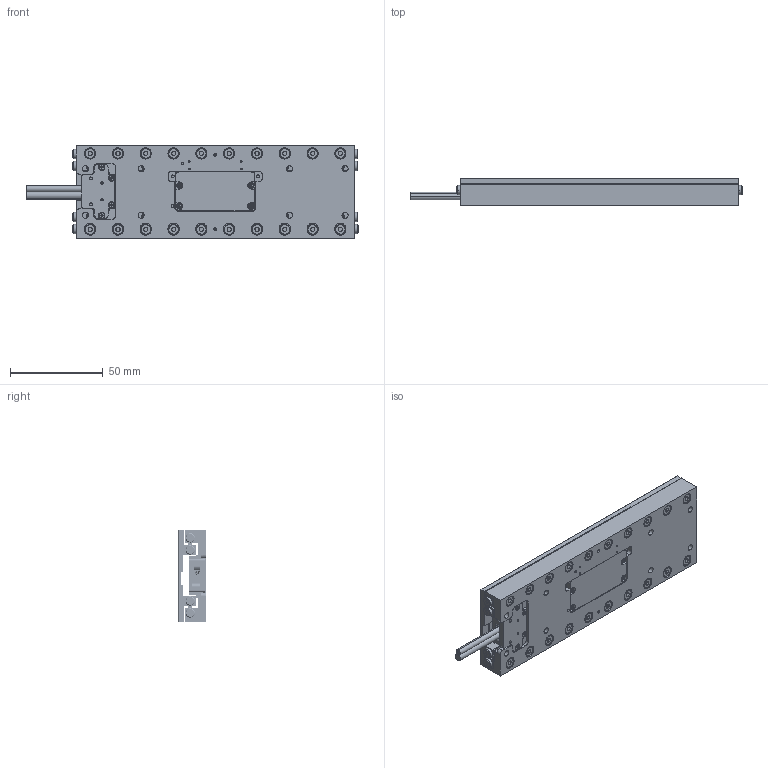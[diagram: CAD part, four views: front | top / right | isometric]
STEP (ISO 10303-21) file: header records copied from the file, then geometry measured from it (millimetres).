
FILE_DESCRIPTION (( 'STEP AP214' ), '1' );
FILE_NAME ('PPS-50-X43XX.STEP', '2025-05-23T23:14:31', ( '' ), ( '' ), 'SwSTEP 2.0', 'SolidWorks 2023', '' );
FILE_SCHEMA (( 'AUTOMOTIVE_DESIGN' ));
Length unit declared in the file: millimetre
Products named in the file (16): 431945 Cable Clamp Base with Mountable Tabs; SUBASSEM_Cable Clamp_PPS-50, Design 3_4-3; Demo, Motor Place Holder_DEMO; SCREW, MS-PPH, M-JCIS_M2 x 0.4 x 6mm; Cooner Black Cable_L40; PPS-50LM, Base_Master Part_L150; SCREW, MS-PPH, M-JCIS_M2.5 x 0.45 x 6mm; 130325 Bearing, Slide Way, NB, SV2000_SV 2150 ; Screw, SHCS-L, M-DIN_M3 x 0.5 x 08mm; 92010A778_Passivated 18-8 Stainless Steel Phillips Flat Head Screw, M1.6x3mm_92010A778; Cage, Slide Way, NB, SV2000_SV 2150-26Z ; PPS-50LM, Carriage_Master Part_150, Piezo Motor Version ; SCREW, MS-PPH, M-JCIS_M2 x 0.4 x 4mm; 4.25mm Dia Cable_L40; 431947 Cable Clamp, Dual, 3 and 4mm Dia. Cables; PPS-50-X43XX
Assembly tree (64 placements, depth 3):
  PPS-50-X43XX
    PPS-50LM, Base_Master Part_L150
    PPS-50LM, Carriage_Master Part_150, Piezo Motor Version 
    130325 Bearing, Slide Way, NB, SV2000_SV 2150   x4
    Cage, Slide Way, NB, SV2000_SV 2150-26Z   x2
    Screw, SHCS-L, M-DIN_M3 x 0.5 x 08mm  x20
    SCREW, MS-PPH, M-JCIS_M2.5 x 0.45 x 6mm  x20
    Demo, Motor Place Holder_DEMO
    SCREW, MS-PPH, M-JCIS_M2 x 0.4 x 4mm  x4
    SUBASSEM_Cable Clamp_PPS-50, Design 3_4-3
      431945 Cable Clamp Base with Mountable Tabs
      431947 Cable Clamp, Dual, 3 and 4mm Dia. Cables
      SCREW, MS-PPH, M-JCIS_M2 x 0.4 x 6mm  x2
      Cooner Black Cable_L40
      4.25mm Dia Cable_L40
    92010A778_Passivated 18-8 Stainless Steel Phillips Flat Head Screw, M1.6x3mm_92010A778  x4
Bounding box: 179.1 x 15 x 50 mm (x, y, z)
Volume: 79621 mm3; surface area: 71223.6 mm2
Topology: 76 solids, 76 shells, 2871 faces, 7177 edges, 4558 vertices
Faces by surface type: plane 1352, cylinder 1003, torus 316, cone 164, bspline 36
Entity records: 84709 total; most frequent: CARTESIAN_POINT 52725, DIRECTION 6827, ORIENTED_EDGE 6342, EDGE_CURVE 3171, AXIS2_PLACEMENT_3D 2552, VERTEX_POINT 2075, VECTOR 1723, LINE 1723
